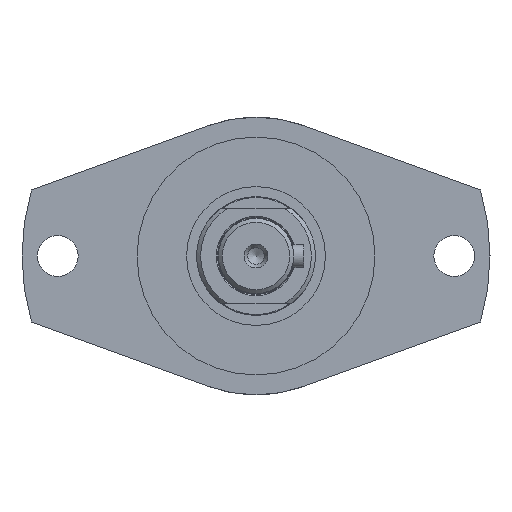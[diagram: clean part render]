
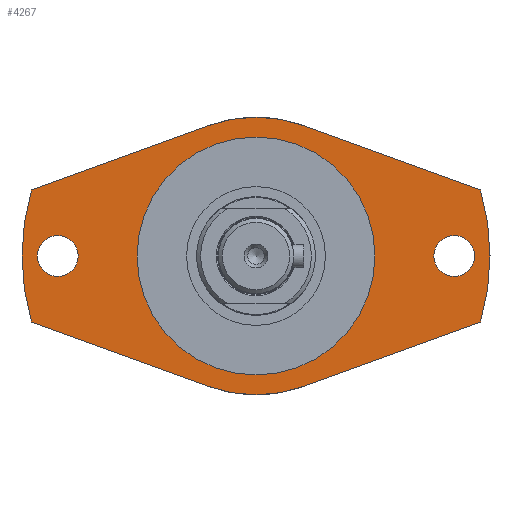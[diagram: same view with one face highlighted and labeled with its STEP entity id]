
A CAD part, left-side view. The second image highlights one B-rep face of the part: STEP entity #4267.
In plain terms, the highlighted planar face has unit normal (-1, 0, 0).
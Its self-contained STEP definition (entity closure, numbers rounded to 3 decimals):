
#364=FACE_BOUND('',#969,.T.);
#365=FACE_BOUND('',#970,.T.);
#366=FACE_BOUND('',#971,.T.);
#499=PLANE('',#4703);
#716=FACE_OUTER_BOUND('',#968,.T.);
#968=EDGE_LOOP('',(#3926,#3927,#3928,#3929,#3930,#3931,#3932,#3933));
#969=EDGE_LOOP('',(#3934));
#970=EDGE_LOOP('',(#3935));
#971=EDGE_LOOP('',(#3936,#3937));
#1173=CIRCLE('',#4685,35.);
#1175=CIRCLE('',#4687,35.);
#1179=CIRCLE('',#4692,5.15);
#1182=CIRCLE('',#4696,5.15);
#1184=CIRCLE('',#4704,59.);
#1185=CIRCLE('',#4705,59.);
#1186=CIRCLE('',#4706,30.);
#1187=CIRCLE('',#4707,30.);
#1503=LINE('',#7301,#1818);
#1506=LINE('',#7307,#1821);
#1510=LINE('',#7314,#1825);
#1513=LINE('',#7320,#1828);
#1818=VECTOR('',#5820,10.);
#1821=VECTOR('',#5825,10.);
#1825=VECTOR('',#5831,10.);
#1828=VECTOR('',#5836,10.);
#2189=VERTEX_POINT('',#7266);
#2190=VERTEX_POINT('',#7268);
#2193=VERTEX_POINT('',#7274);
#2194=VERTEX_POINT('',#7276);
#2198=VERTEX_POINT('',#7286);
#2201=VERTEX_POINT('',#7294);
#2202=VERTEX_POINT('',#7298);
#2205=VERTEX_POINT('',#7306);
#2207=VERTEX_POINT('',#7312);
#2209=VERTEX_POINT('',#7317);
#2210=VERTEX_POINT('',#7326);
#2211=VERTEX_POINT('',#7327);
#2764=EDGE_CURVE('',#2190,#2189,#1173,.T.);
#2768=EDGE_CURVE('',#2194,#2193,#1175,.T.);
#2774=EDGE_CURVE('',#2198,#2198,#1179,.T.);
#2778=EDGE_CURVE('',#2201,#2201,#1182,.T.);
#2780=EDGE_CURVE('',#2189,#2202,#1503,.T.);
#2783=EDGE_CURVE('',#2205,#2194,#1506,.T.);
#2787=EDGE_CURVE('',#2193,#2207,#1510,.T.);
#2790=EDGE_CURVE('',#2209,#2190,#1513,.T.);
#2792=EDGE_CURVE('',#2205,#2202,#1184,.T.);
#2793=EDGE_CURVE('',#2209,#2207,#1185,.T.);
#2794=EDGE_CURVE('',#2210,#2211,#1186,.T.);
#2795=EDGE_CURVE('',#2211,#2210,#1187,.T.);
#3926=ORIENTED_EDGE('',*,*,#2790,.T.);
#3927=ORIENTED_EDGE('',*,*,#2764,.T.);
#3928=ORIENTED_EDGE('',*,*,#2780,.T.);
#3929=ORIENTED_EDGE('',*,*,#2792,.F.);
#3930=ORIENTED_EDGE('',*,*,#2783,.T.);
#3931=ORIENTED_EDGE('',*,*,#2768,.T.);
#3932=ORIENTED_EDGE('',*,*,#2787,.T.);
#3933=ORIENTED_EDGE('',*,*,#2793,.F.);
#3934=ORIENTED_EDGE('',*,*,#2774,.T.);
#3935=ORIENTED_EDGE('',*,*,#2778,.T.);
#3936=ORIENTED_EDGE('',*,*,#2794,.T.);
#3937=ORIENTED_EDGE('',*,*,#2795,.T.);
#4267=ADVANCED_FACE('',(#716,#364,#365,#366),#499,.T.);
#4685=AXIS2_PLACEMENT_3D('',#7269,#5788,#5789);
#4687=AXIS2_PLACEMENT_3D('',#7277,#5794,#5795);
#4692=AXIS2_PLACEMENT_3D('',#7288,#5806,#5807);
#4696=AXIS2_PLACEMENT_3D('',#7296,#5815,#5816);
#4703=AXIS2_PLACEMENT_3D('',#7323,#5841,#5842);
#4704=AXIS2_PLACEMENT_3D('',#7324,#5843,#5844);
#4705=AXIS2_PLACEMENT_3D('',#7325,#5845,#5846);
#4706=AXIS2_PLACEMENT_3D('',#7328,#5847,#5848);
#4707=AXIS2_PLACEMENT_3D('',#7329,#5849,#5850);
#5788=DIRECTION('center_axis',(-1.,0.,0.));
#5789=DIRECTION('ref_axis',(0.,0.342,-0.94));
#5794=DIRECTION('center_axis',(-1.,0.,0.));
#5795=DIRECTION('ref_axis',(0.,-0.342,0.94));
#5806=DIRECTION('center_axis',(1.,0.,0.));
#5807=DIRECTION('ref_axis',(0.,0.,1.));
#5815=DIRECTION('center_axis',(1.,0.,0.));
#5816=DIRECTION('ref_axis',(0.,0.,1.));
#5820=DIRECTION('',(0.,0.94,-0.342));
#5825=DIRECTION('',(0.,-0.94,-0.342));
#5831=DIRECTION('',(0.,-0.94,0.342));
#5836=DIRECTION('',(0.,0.94,0.342));
#5841=DIRECTION('center_axis',(-1.,0.,0.));
#5842=DIRECTION('ref_axis',(0.,0.,-1.));
#5843=DIRECTION('center_axis',(1.,0.,0.));
#5844=DIRECTION('ref_axis',(0.,-1.,0.));
#5845=DIRECTION('center_axis',(1.,0.,0.));
#5846=DIRECTION('ref_axis',(0.,-1.,0.));
#5847=DIRECTION('center_axis',(1.,0.,0.));
#5848=DIRECTION('ref_axis',(0.,-1.,0.));
#5849=DIRECTION('center_axis',(1.,0.,0.));
#5850=DIRECTION('ref_axis',(0.,-1.,0.));
#7266=CARTESIAN_POINT('',(-180.,11.971,32.889));
#7268=CARTESIAN_POINT('',(-180.,-11.971,32.889));
#7269=CARTESIAN_POINT('Origin',(-180.,0.,0.));
#7274=CARTESIAN_POINT('',(-180.,-11.971,-32.889));
#7276=CARTESIAN_POINT('',(-180.,11.971,-32.889));
#7277=CARTESIAN_POINT('Origin',(-180.,0.,0.));
#7286=CARTESIAN_POINT('',(-180.,50.,-5.15));
#7288=CARTESIAN_POINT('Origin',(-180.,50.,0.));
#7294=CARTESIAN_POINT('',(-180.,-50.,-5.15));
#7296=CARTESIAN_POINT('Origin',(-180.,-50.,0.));
#7298=CARTESIAN_POINT('',(-180.,56.604,16.644));
#7301=CARTESIAN_POINT('',(-180.,-7.677,40.04));
#7306=CARTESIAN_POINT('',(-180.,56.604,-16.644));
#7307=CARTESIAN_POINT('',(-180.,37.505,-23.596));
#7312=CARTESIAN_POINT('',(-180.,-56.604,-16.644));
#7314=CARTESIAN_POINT('',(-180.,-31.618,-25.738));
#7317=CARTESIAN_POINT('',(-180.,-56.604,16.644));
#7320=CARTESIAN_POINT('',(-180.,-76.799,9.294));
#7323=CARTESIAN_POINT('Origin',(-180.,-44.5,0.));
#7324=CARTESIAN_POINT('Origin',(-180.,0.,0.));
#7325=CARTESIAN_POINT('Origin',(-180.,0.,0.));
#7326=CARTESIAN_POINT('',(-180.,-30.,0.));
#7327=CARTESIAN_POINT('',(-180.,30.,0.));
#7328=CARTESIAN_POINT('Origin',(-180.,0.,0.));
#7329=CARTESIAN_POINT('Origin',(-180.,0.,0.));
